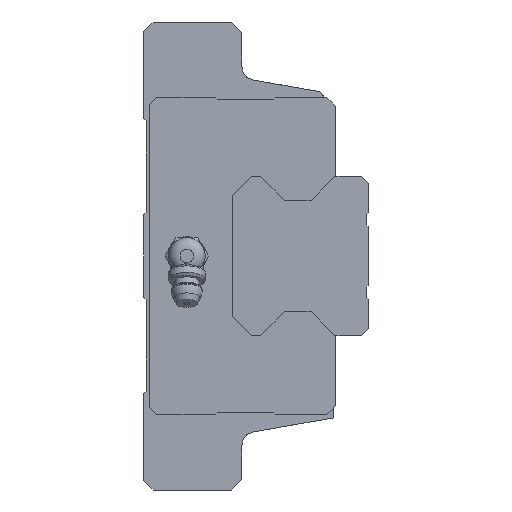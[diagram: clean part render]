
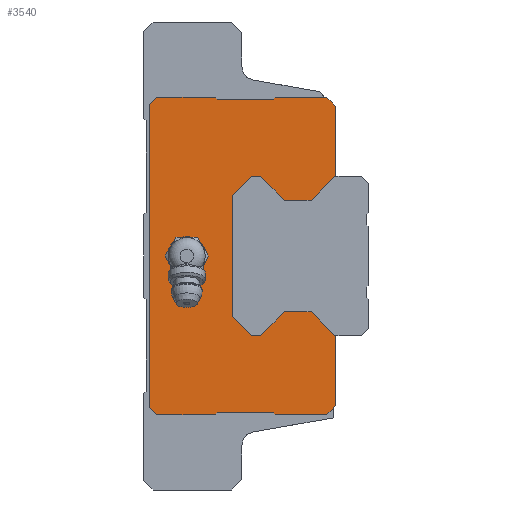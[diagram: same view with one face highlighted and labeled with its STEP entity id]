
A CAD part, left-side view. The second image highlights one B-rep face of the part: STEP entity #3540.
In plain terms, the highlighted planar face has unit normal (-1, 0, 0).
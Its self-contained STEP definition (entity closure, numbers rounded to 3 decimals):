
#743=ORIENTED_EDGE('',*,*,#1471,.F.);
#744=ORIENTED_EDGE('',*,*,#1506,.F.);
#745=ORIENTED_EDGE('',*,*,#1504,.F.);
#746=ORIENTED_EDGE('',*,*,#1502,.F.);
#747=ORIENTED_EDGE('',*,*,#1500,.F.);
#748=ORIENTED_EDGE('',*,*,#1498,.F.);
#749=ORIENTED_EDGE('',*,*,#1496,.F.);
#750=ORIENTED_EDGE('',*,*,#1494,.F.);
#751=ORIENTED_EDGE('',*,*,#1492,.F.);
#752=ORIENTED_EDGE('',*,*,#1490,.F.);
#753=ORIENTED_EDGE('',*,*,#1488,.F.);
#754=ORIENTED_EDGE('',*,*,#1486,.F.);
#755=ORIENTED_EDGE('',*,*,#1484,.F.);
#756=ORIENTED_EDGE('',*,*,#1482,.F.);
#757=ORIENTED_EDGE('',*,*,#1480,.F.);
#758=ORIENTED_EDGE('',*,*,#1478,.F.);
#759=ORIENTED_EDGE('',*,*,#1359,.F.);
#760=ORIENTED_EDGE('',*,*,#1356,.F.);
#761=ORIENTED_EDGE('',*,*,#1353,.F.);
#762=ORIENTED_EDGE('',*,*,#1350,.F.);
#763=ORIENTED_EDGE('',*,*,#1347,.F.);
#764=ORIENTED_EDGE('',*,*,#1344,.F.);
#765=ORIENTED_EDGE('',*,*,#1341,.F.);
#766=ORIENTED_EDGE('',*,*,#1338,.F.);
#767=ORIENTED_EDGE('',*,*,#1335,.F.);
#768=ORIENTED_EDGE('',*,*,#1332,.F.);
#769=ORIENTED_EDGE('',*,*,#1327,.F.);
#770=ORIENTED_EDGE('',*,*,#1477,.F.);
#771=ORIENTED_EDGE('',*,*,#1475,.F.);
#772=ORIENTED_EDGE('',*,*,#1473,.F.);
#773=ORIENTED_EDGE('',*,*,#1507,.T.);
#774=ORIENTED_EDGE('',*,*,#1508,.T.);
#775=ORIENTED_EDGE('',*,*,#1509,.T.);
#776=ORIENTED_EDGE('',*,*,#1510,.T.);
#777=ORIENTED_EDGE('',*,*,#1511,.T.);
#778=ORIENTED_EDGE('',*,*,#1512,.T.);
#1327=EDGE_CURVE('',#1794,#1795,#2125,.T.);
#1332=EDGE_CURVE('',#1795,#1799,#2130,.T.);
#1335=EDGE_CURVE('',#1799,#1801,#2133,.T.);
#1338=EDGE_CURVE('',#1801,#1803,#2136,.T.);
#1341=EDGE_CURVE('',#1803,#1805,#2139,.T.);
#1344=EDGE_CURVE('',#1805,#1807,#2142,.T.);
#1347=EDGE_CURVE('',#1807,#1809,#2145,.T.);
#1350=EDGE_CURVE('',#1809,#1811,#2148,.T.);
#1353=EDGE_CURVE('',#1811,#1813,#2151,.T.);
#1356=EDGE_CURVE('',#1813,#1815,#2154,.T.);
#1359=EDGE_CURVE('',#1815,#1817,#2157,.T.);
#1471=EDGE_CURVE('',#1886,#1887,#2264,.T.);
#1473=EDGE_CURVE('',#1887,#1888,#2266,.T.);
#1475=EDGE_CURVE('',#1888,#1889,#2268,.T.);
#1477=EDGE_CURVE('',#1889,#1794,#2270,.T.);
#1478=EDGE_CURVE('',#1817,#1890,#2271,.T.);
#1480=EDGE_CURVE('',#1890,#1891,#2273,.T.);
#1482=EDGE_CURVE('',#1891,#1892,#2275,.T.);
#1484=EDGE_CURVE('',#1892,#1893,#2277,.T.);
#1486=EDGE_CURVE('',#1893,#1894,#2279,.T.);
#1488=EDGE_CURVE('',#1894,#1895,#2281,.T.);
#1490=EDGE_CURVE('',#1895,#1896,#2283,.T.);
#1492=EDGE_CURVE('',#1896,#1897,#2285,.T.);
#1494=EDGE_CURVE('',#1897,#1898,#2287,.T.);
#1496=EDGE_CURVE('',#1898,#1899,#2289,.T.);
#1498=EDGE_CURVE('',#1899,#1900,#2291,.T.);
#1500=EDGE_CURVE('',#1900,#1901,#2293,.T.);
#1502=EDGE_CURVE('',#1901,#1902,#2295,.T.);
#1504=EDGE_CURVE('',#1902,#1903,#2297,.T.);
#1506=EDGE_CURVE('',#1903,#1886,#2299,.T.);
#1507=EDGE_CURVE('',#1904,#1905,#2300,.T.);
#1508=EDGE_CURVE('',#1905,#1906,#2301,.T.);
#1509=EDGE_CURVE('',#1906,#1907,#2302,.T.);
#1510=EDGE_CURVE('',#1907,#1908,#2303,.T.);
#1511=EDGE_CURVE('',#1908,#1909,#2304,.T.);
#1512=EDGE_CURVE('',#1909,#1904,#2305,.T.);
#1794=VERTEX_POINT('',#5241);
#1795=VERTEX_POINT('',#5243);
#1799=VERTEX_POINT('',#5253);
#1801=VERTEX_POINT('',#5259);
#1803=VERTEX_POINT('',#5265);
#1805=VERTEX_POINT('',#5271);
#1807=VERTEX_POINT('',#5277);
#1809=VERTEX_POINT('',#5283);
#1811=VERTEX_POINT('',#5289);
#1813=VERTEX_POINT('',#5295);
#1815=VERTEX_POINT('',#5301);
#1817=VERTEX_POINT('',#5307);
#1886=VERTEX_POINT('',#5527);
#1887=VERTEX_POINT('',#5529);
#1888=VERTEX_POINT('',#5533);
#1889=VERTEX_POINT('',#5537);
#1890=VERTEX_POINT('',#5543);
#1891=VERTEX_POINT('',#5547);
#1892=VERTEX_POINT('',#5551);
#1893=VERTEX_POINT('',#5555);
#1894=VERTEX_POINT('',#5559);
#1895=VERTEX_POINT('',#5563);
#1896=VERTEX_POINT('',#5567);
#1897=VERTEX_POINT('',#5571);
#1898=VERTEX_POINT('',#5575);
#1899=VERTEX_POINT('',#5579);
#1900=VERTEX_POINT('',#5583);
#1901=VERTEX_POINT('',#5587);
#1902=VERTEX_POINT('',#5591);
#1903=VERTEX_POINT('',#5595);
#1904=VERTEX_POINT('',#5601);
#1905=VERTEX_POINT('',#5602);
#1906=VERTEX_POINT('',#5604);
#1907=VERTEX_POINT('',#5606);
#1908=VERTEX_POINT('',#5608);
#1909=VERTEX_POINT('',#5610);
#2125=LINE('',#5242,#2526);
#2130=LINE('',#5252,#2531);
#2133=LINE('',#5258,#2534);
#2136=LINE('',#5264,#2537);
#2139=LINE('',#5270,#2540);
#2142=LINE('',#5276,#2543);
#2145=LINE('',#5282,#2546);
#2148=LINE('',#5288,#2549);
#2151=LINE('',#5294,#2552);
#2154=LINE('',#5300,#2555);
#2157=LINE('',#5306,#2558);
#2264=LINE('',#5528,#2665);
#2266=LINE('',#5532,#2667);
#2268=LINE('',#5536,#2669);
#2270=LINE('',#5540,#2671);
#2271=LINE('',#5542,#2672);
#2273=LINE('',#5546,#2674);
#2275=LINE('',#5550,#2676);
#2277=LINE('',#5554,#2678);
#2279=LINE('',#5558,#2680);
#2281=LINE('',#5562,#2682);
#2283=LINE('',#5566,#2684);
#2285=LINE('',#5570,#2686);
#2287=LINE('',#5574,#2688);
#2289=LINE('',#5578,#2690);
#2291=LINE('',#5582,#2692);
#2293=LINE('',#5586,#2694);
#2295=LINE('',#5590,#2696);
#2297=LINE('',#5594,#2698);
#2299=LINE('',#5598,#2700);
#2300=LINE('',#5600,#2701);
#2301=LINE('',#5603,#2702);
#2302=LINE('',#5605,#2703);
#2303=LINE('',#5607,#2704);
#2304=LINE('',#5609,#2705);
#2305=LINE('',#5611,#2706);
#2526=VECTOR('',#4164,1000.);
#2531=VECTOR('',#4171,1000.);
#2534=VECTOR('',#4176,1000.);
#2537=VECTOR('',#4181,1000.);
#2540=VECTOR('',#4186,1000.);
#2543=VECTOR('',#4191,1000.);
#2546=VECTOR('',#4196,1000.);
#2549=VECTOR('',#4201,1000.);
#2552=VECTOR('',#4206,1000.);
#2555=VECTOR('',#4211,1000.);
#2558=VECTOR('',#4216,1000.);
#2665=VECTOR('',#4413,1000.);
#2667=VECTOR('',#4417,1000.);
#2669=VECTOR('',#4421,1000.);
#2671=VECTOR('',#4425,1000.);
#2672=VECTOR('',#4428,1000.);
#2674=VECTOR('',#4432,1000.);
#2676=VECTOR('',#4436,1000.);
#2678=VECTOR('',#4440,1000.);
#2680=VECTOR('',#4444,1000.);
#2682=VECTOR('',#4448,1000.);
#2684=VECTOR('',#4452,1000.);
#2686=VECTOR('',#4456,1000.);
#2688=VECTOR('',#4460,1000.);
#2690=VECTOR('',#4464,1000.);
#2692=VECTOR('',#4468,1000.);
#2694=VECTOR('',#4472,1000.);
#2696=VECTOR('',#4476,1000.);
#2698=VECTOR('',#4480,1000.);
#2700=VECTOR('',#4484,1000.);
#2701=VECTOR('',#4487,1000.);
#2702=VECTOR('',#4488,1000.);
#2703=VECTOR('',#4489,1000.);
#2704=VECTOR('',#4490,1000.);
#2705=VECTOR('',#4491,1000.);
#2706=VECTOR('',#4492,1000.);
#2922=EDGE_LOOP('',(#743,#744,#745,#746,#747,#748,#749,#750,#751,#752,#753,
#754,#755,#756,#757,#758,#759,#760,#761,#762,#763,#764,#765,#766,#767,#768,
#769,#770,#771,#772));
#2923=EDGE_LOOP('',(#773,#774,#775,#776,#777,#778));
#3158=FACE_BOUND('',#2922,.T.);
#3159=FACE_BOUND('',#2923,.T.);
#3376=PLANE('',#3795);
#3540=ADVANCED_FACE('',(#3158,#3159),#3376,.F.);
#3795=AXIS2_PLACEMENT_3D('',#5599,#4485,#4486);
#4164=DIRECTION('',(0.,0.707,-0.707));
#4171=DIRECTION('',(0.,1.,0.));
#4176=DIRECTION('',(0.,0.707,0.707));
#4181=DIRECTION('',(0.,1.,0.));
#4186=DIRECTION('',(0.,0.702,-0.712));
#4191=DIRECTION('',(0.,0.,-1.));
#4196=DIRECTION('',(0.,-0.702,-0.712));
#4201=DIRECTION('',(0.,-1.,0.));
#4206=DIRECTION('',(0.,-0.707,0.707));
#4211=DIRECTION('',(0.,-1.,0.));
#4216=DIRECTION('',(0.,-0.707,-0.707));
#4413=DIRECTION('',(0.,-1.,0.));
#4417=DIRECTION('',(0.,-0.707,-0.707));
#4421=DIRECTION('',(0.,0.,-1.));
#4425=DIRECTION('',(0.,1.,0.));
#4428=DIRECTION('',(0.,-1.,0.));
#4432=DIRECTION('',(0.,0.,-1.));
#4436=DIRECTION('',(0.,0.707,-0.707));
#4440=DIRECTION('',(0.,1.,0.));
#4444=DIRECTION('',(0.,0.707,0.707));
#4448=DIRECTION('',(0.,1.,0.));
#4452=DIRECTION('',(0.,0.707,-0.707));
#4456=DIRECTION('',(0.,1.,0.));
#4460=DIRECTION('',(0.,0.707,0.707));
#4464=DIRECTION('',(0.,0.,1.));
#4468=DIRECTION('',(0.,-0.707,0.707));
#4472=DIRECTION('',(0.,-1.,0.));
#4476=DIRECTION('',(0.,-0.707,-0.707));
#4480=DIRECTION('',(0.,-1.,0.));
#4484=DIRECTION('',(0.,-0.707,0.707));
#4485=DIRECTION('',(1.,0.,0.));
#4486=DIRECTION('',(0.,0.,-1.));
#4487=DIRECTION('',(0.,1.,0.));
#4488=DIRECTION('',(0.,0.5,0.866));
#4489=DIRECTION('',(0.,-0.5,0.866));
#4490=DIRECTION('',(0.,-1.,0.));
#4491=DIRECTION('',(0.,-0.5,-0.866));
#4492=DIRECTION('',(0.,0.5,-0.866));
#5241=CARTESIAN_POINT('',(-67.2,-47.87,17.));
#5242=CARTESIAN_POINT('',(-67.2,-47.87,17.));
#5243=CARTESIAN_POINT('',(-67.2,-42.77,11.9));
#5252=CARTESIAN_POINT('',(-67.2,-42.77,11.9));
#5253=CARTESIAN_POINT('',(-67.2,-37.07,11.9));
#5258=CARTESIAN_POINT('',(-67.2,-37.07,11.9));
#5259=CARTESIAN_POINT('',(-67.2,-31.97,17.));
#5264=CARTESIAN_POINT('',(-67.2,-31.97,17.));
#5265=CARTESIAN_POINT('',(-67.2,-30.,17.));
#5270=CARTESIAN_POINT('',(-67.2,-30.,17.));
#5271=CARTESIAN_POINT('',(-67.2,-26.,12.94));
#5276=CARTESIAN_POINT('',(-67.2,-26.,12.94));
#5277=CARTESIAN_POINT('',(-67.2,-26.,-12.94));
#5282=CARTESIAN_POINT('',(-67.2,-26.,-12.94));
#5283=CARTESIAN_POINT('',(-67.2,-30.,-17.));
#5288=CARTESIAN_POINT('',(-67.2,-30.,-17.));
#5289=CARTESIAN_POINT('',(-67.2,-31.97,-17.));
#5294=CARTESIAN_POINT('',(-67.2,-31.97,-17.));
#5295=CARTESIAN_POINT('',(-67.2,-37.07,-11.9));
#5300=CARTESIAN_POINT('',(-67.2,-37.07,-11.9));
#5301=CARTESIAN_POINT('',(-67.2,-42.77,-11.9));
#5306=CARTESIAN_POINT('',(-67.2,-42.77,-11.9));
#5307=CARTESIAN_POINT('',(-67.2,-47.87,-17.));
#5527=CARTESIAN_POINT('',(-67.2,-35.1,33.9));
#5528=CARTESIAN_POINT('',(-67.2,-35.1,33.9));
#5529=CARTESIAN_POINT('',(-67.2,-46.1,33.9));
#5532=CARTESIAN_POINT('',(-67.2,-46.1,33.9));
#5533=CARTESIAN_POINT('',(-67.2,-48.,32.));
#5536=CARTESIAN_POINT('',(-67.2,-48.,32.));
#5537=CARTESIAN_POINT('',(-67.2,-48.,17.));
#5540=CARTESIAN_POINT('',(-67.2,-48.,17.));
#5542=CARTESIAN_POINT('',(-67.2,-47.87,-17.));
#5543=CARTESIAN_POINT('',(-67.2,-48.,-17.));
#5546=CARTESIAN_POINT('',(-67.2,-48.,-17.));
#5547=CARTESIAN_POINT('',(-67.2,-48.,-32.));
#5550=CARTESIAN_POINT('',(-67.2,-48.,-32.));
#5551=CARTESIAN_POINT('',(-67.2,-46.1,-33.9));
#5554=CARTESIAN_POINT('',(-67.2,-46.1,-33.9));
#5555=CARTESIAN_POINT('',(-67.2,-35.1,-33.9));
#5558=CARTESIAN_POINT('',(-67.2,-35.1,-33.9));
#5559=CARTESIAN_POINT('',(-67.2,-34.7,-33.5));
#5562=CARTESIAN_POINT('',(-67.2,-34.7,-33.5));
#5563=CARTESIAN_POINT('',(-67.2,-22.7,-33.5));
#5566=CARTESIAN_POINT('',(-67.2,-22.7,-33.5));
#5567=CARTESIAN_POINT('',(-67.2,-22.3,-33.9));
#5570=CARTESIAN_POINT('',(-67.2,-22.3,-33.9));
#5571=CARTESIAN_POINT('',(-67.2,-9.8,-33.9));
#5574=CARTESIAN_POINT('',(-67.2,-9.8,-33.9));
#5575=CARTESIAN_POINT('',(-67.2,-8.3,-32.4));
#5578=CARTESIAN_POINT('',(-67.2,-8.3,-32.4));
#5579=CARTESIAN_POINT('',(-67.2,-8.3,32.4));
#5582=CARTESIAN_POINT('',(-67.2,-8.3,32.4));
#5583=CARTESIAN_POINT('',(-67.2,-9.8,33.9));
#5586=CARTESIAN_POINT('',(-67.2,-9.8,33.9));
#5587=CARTESIAN_POINT('',(-67.2,-22.3,33.9));
#5590=CARTESIAN_POINT('',(-67.2,-22.3,33.9));
#5591=CARTESIAN_POINT('',(-67.2,-22.7,33.5));
#5594=CARTESIAN_POINT('',(-67.2,-22.7,33.5));
#5595=CARTESIAN_POINT('',(-67.2,-34.7,33.5));
#5598=CARTESIAN_POINT('',(-67.2,-34.7,33.5));
#5599=CARTESIAN_POINT('',(-67.2,0.,0.));
#5600=CARTESIAN_POINT('',(-67.2,-18.509,-4.));
#5601=CARTESIAN_POINT('',(-67.2,-18.509,-4.));
#5602=CARTESIAN_POINT('',(-67.2,-13.891,-4.));
#5603=CARTESIAN_POINT('',(-67.2,-13.891,-4.));
#5604=CARTESIAN_POINT('',(-67.2,-11.581,0.));
#5605=CARTESIAN_POINT('',(-67.2,-11.581,0.));
#5606=CARTESIAN_POINT('',(-67.2,-13.891,4.));
#5607=CARTESIAN_POINT('',(-67.2,-13.891,4.));
#5608=CARTESIAN_POINT('',(-67.2,-18.509,4.));
#5609=CARTESIAN_POINT('',(-67.2,-18.509,4.));
#5610=CARTESIAN_POINT('',(-67.2,-20.819,0.));
#5611=CARTESIAN_POINT('',(-67.2,-20.819,0.));
